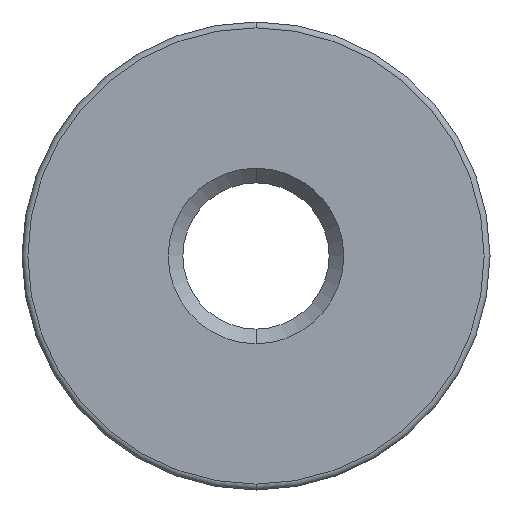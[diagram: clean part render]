
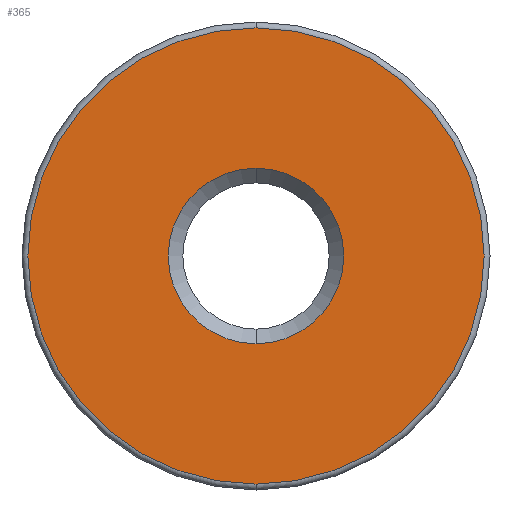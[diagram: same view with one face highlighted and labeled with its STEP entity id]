
A CAD part, front view. The second image highlights one B-rep face of the part: STEP entity #365.
In plain terms, the highlighted planar face has unit normal (0, -1, 0).
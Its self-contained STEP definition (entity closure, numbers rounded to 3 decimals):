
#1 = VERTEX_POINT ( 'NONE', #420 ) ;
#28 = CARTESIAN_POINT ( 'NONE',  ( 0., 0., 0. ) ) ;
#29 = EDGE_CURVE ( 'NONE', #356, #526, #59, .T. ) ;
#32 = AXIS2_PLACEMENT_3D ( 'NONE', #561, #201, #252 ) ;
#42 = ORIENTED_EDGE ( 'NONE', *, *, #112, .T. ) ;
#47 = PLANE ( 'NONE',  #528 ) ;
#56 = CARTESIAN_POINT ( 'NONE',  ( 0., 0., -3. ) ) ;
#59 = CIRCLE ( 'NONE', #232, 7.8 ) ;
#65 = VERTEX_POINT ( 'NONE', #56 ) ;
#87 = CIRCLE ( 'NONE', #32, 3. ) ;
#112 = EDGE_CURVE ( 'NONE', #65, #1, #87, .T. ) ;
#117 = CARTESIAN_POINT ( 'NONE',  ( 0., 0., 0. ) ) ;
#119 = EDGE_CURVE ( 'NONE', #1, #65, #453, .T. ) ;
#121 = ORIENTED_EDGE ( 'NONE', *, *, #155, .T. ) ;
#123 = DIRECTION ( 'NONE',  ( 0., 0., 1. ) ) ;
#149 = CIRCLE ( 'NONE', #263, 7.8 ) ;
#155 = EDGE_CURVE ( 'NONE', #526, #356, #149, .T. ) ;
#165 = EDGE_LOOP ( 'NONE', ( #42, #411 ) ) ;
#198 = CARTESIAN_POINT ( 'NONE',  ( 0., 0., 7.8 ) ) ;
#201 = DIRECTION ( 'NONE',  ( 0., 1., 0. ) ) ;
#219 = CARTESIAN_POINT ( 'NONE',  ( 0., 0., 0. ) ) ;
#228 = DIRECTION ( 'NONE',  ( 0., 1., 0. ) ) ;
#232 = AXIS2_PLACEMENT_3D ( 'NONE', #277, #372, #553 ) ;
#244 = DIRECTION ( 'NONE',  ( 0., 1., 0. ) ) ;
#252 = DIRECTION ( 'NONE',  ( 0., 0., 1. ) ) ;
#263 = AXIS2_PLACEMENT_3D ( 'NONE', #117, #515, #123 ) ;
#277 = CARTESIAN_POINT ( 'NONE',  ( 0., 0., 0. ) ) ;
#314 = DIRECTION ( 'NONE',  ( 0., 0., 1. ) ) ;
#334 = EDGE_LOOP ( 'NONE', ( #121, #400 ) ) ;
#351 = CARTESIAN_POINT ( 'NONE',  ( 0., 0., -7.8 ) ) ;
#356 = VERTEX_POINT ( 'NONE', #351 ) ;
#365 = ADVANCED_FACE ( 'NONE', ( #446, #393 ), #47, .F. ) ;
#372 = DIRECTION ( 'NONE',  ( 0., -1., 0. ) ) ;
#379 = DIRECTION ( 'NONE',  ( 0., 0., 1. ) ) ;
#393 = FACE_BOUND ( 'NONE', #165, .T. ) ;
#400 = ORIENTED_EDGE ( 'NONE', *, *, #29, .T. ) ;
#411 = ORIENTED_EDGE ( 'NONE', *, *, #119, .T. ) ;
#420 = CARTESIAN_POINT ( 'NONE',  ( 0., 0., 3. ) ) ;
#446 = FACE_OUTER_BOUND ( 'NONE', #334, .T. ) ;
#453 = CIRCLE ( 'NONE', #508, 3. ) ;
#508 = AXIS2_PLACEMENT_3D ( 'NONE', #28, #244, #379 ) ;
#515 = DIRECTION ( 'NONE',  ( 0., -1., 0. ) ) ;
#526 = VERTEX_POINT ( 'NONE', #198 ) ;
#528 = AXIS2_PLACEMENT_3D ( 'NONE', #219, #228, #314 ) ;
#553 = DIRECTION ( 'NONE',  ( 0., 0., 1. ) ) ;
#561 = CARTESIAN_POINT ( 'NONE',  ( 0., 0., 0. ) ) ;
